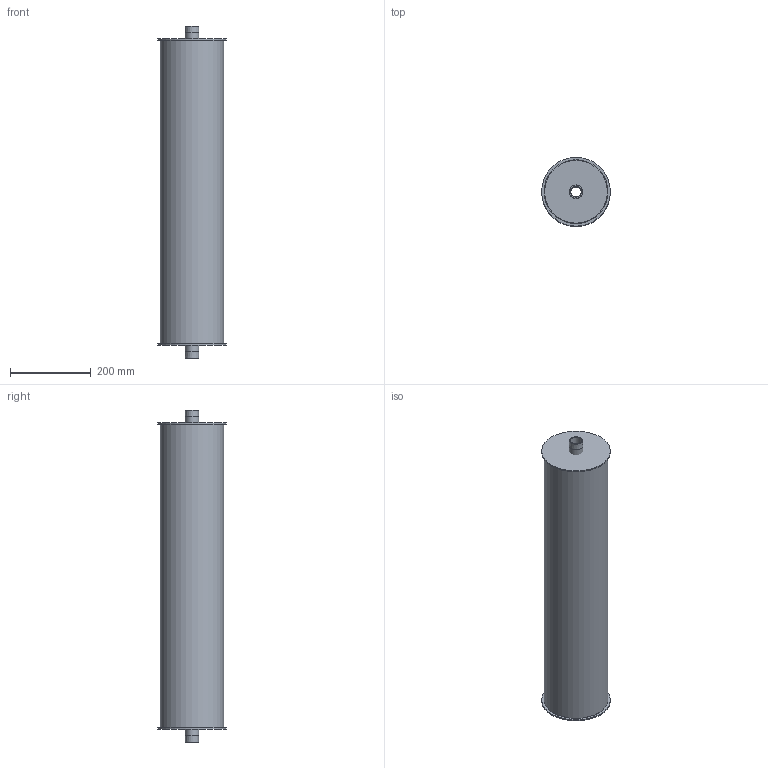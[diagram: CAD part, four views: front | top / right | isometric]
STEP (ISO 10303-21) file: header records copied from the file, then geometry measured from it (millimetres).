
FILE_DESCRIPTION(/* description */ (''),/* implementation_level */ '2;1');
FILE_NAME(/* name */ 'LSAD 01 G.stp',/* time_stamp */ '2014-10-17T15:03:23+02:00',/* author */ ('Tekenkamer'),/* organization */ (''),/* preprocessor_version */ 'ST-DEVELOPER v15.6',/* originating_system */ 'Autodesk Inventor 2015',/* authorisation */ '');
FILE_SCHEMA (('AUTOMOTIVE_DESIGN { 1 0 10303 214 3 1 1 }'));
Length unit declared in the file: millimetre
Products named in the file (4): Part16; Part17; JIS B 2302 Long Nipple 1 x 65; Assembly4
Assembly tree (5 placements, depth 2):
  Assembly4
    Part16  x2
    Part17
    JIS B 2302 Long Nipple 1 x 65  x2
Bounding box: 170 x 170 x 820 mm (x, y, z)
Volume: 722249.5 mm3; surface area: 857265 mm2
Topology: 5 solids, 5 shells, 24 faces, 38 edges, 24 vertices
Faces by surface type: cylinder 10, plane 10, cone 4
Full cylindrical faces by diameter (mm): 25.4 x2, 27.6 x2, 33.649 x2, 155 x1, 158 x1, 170 x2
Entity records: 412 total; most frequent: DIRECTION 74, CARTESIAN_POINT 51, AXIS2_PLACEMENT_3D 37, EDGE_LOOP 28, ORIENTED_EDGE 28, FACE_BOUND 14, FACE_OUTER_BOUND 14, CIRCLE 14
